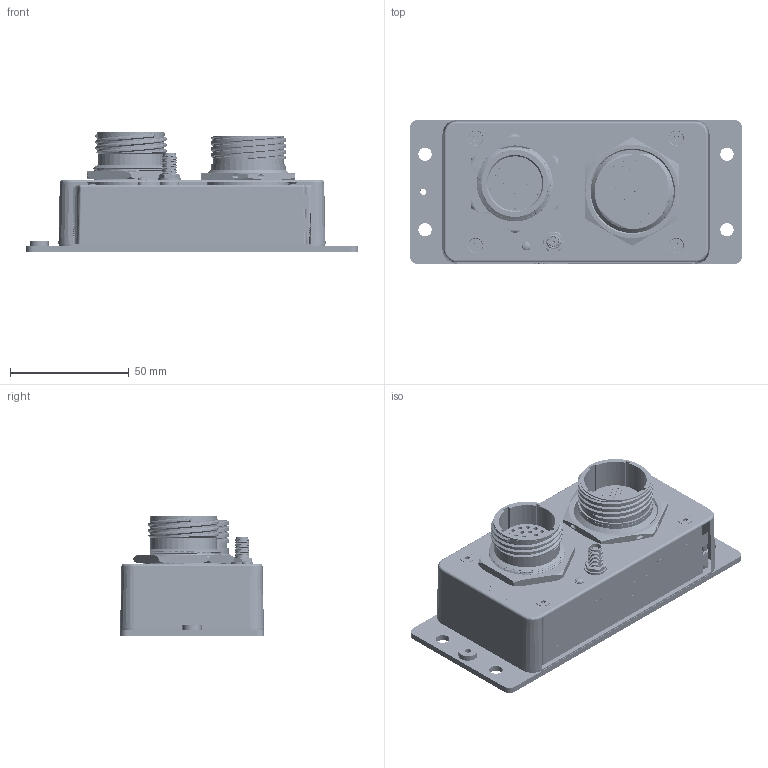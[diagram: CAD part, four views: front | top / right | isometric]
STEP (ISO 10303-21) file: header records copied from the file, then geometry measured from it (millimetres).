
FILE_DESCRIPTION (( 'STEP AP214' ), '1' );
FILE_NAME ('111-0049-101 Clio Series B Assembly.STEP', '2020-08-17T21:16:04', ( '' ), ( '' ), 'SwSTEP 2.0', 'SolidWorks 2020', '' );
FILE_SCHEMA (( 'AUTOMOTIVE_DESIGN' ));
Length unit declared in the file: millimetre
Products named in the file (15): U.FL to SMA Bulkhead Nut; 92210A148_18-8 STAINLESS STEEL FLAT-HEAD SCKT CAP SCREW (6-32)_92210A148; D38999_24FF35SN_jam_nut; 95947A509_ALUM FEM THRDED HEX STANDOFF (M3 x 11mm LG)_95947A509; AE40-24FE26PN-101 MODEL; 111-0049-101 Clio Series B Assembly; 400-0049-001 Clio Series B Enclosure - Lid (Rev B); 92125A125_TYPE 18-8 SS FLAT-HEAD SOCKET CAP SCREW (M3x5mm)_92125A125; SEAL-M3; 95601A310_HARD FIBER FLAT WASHER_95601A310; 132422_10_stp_3d_model; 400-0049-001 Clio Series B Enclosure - Box (Rev B)_Yes Screen Yes SMA; PLPT2-16MM; AE40- 24FF35SN; 400-0043-001 Clio Custom Gasket (Rev A)
Assembly tree (23 placements, depth 2):
  111-0049-101 Clio Series B Assembly
    AE40- 24FF35SN
    D38999_24FF35SN_jam_nut
    AE40-24FE26PN-101 MODEL
    400-0049-001 Clio Series B Enclosure - Box (Rev B)_Yes Screen Yes SMA
    400-0049-001 Clio Series B Enclosure - Lid (Rev B)
    400-0043-001 Clio Custom Gasket (Rev A)
    92210A148_18-8 STAINLESS STEEL FLAT-HEAD SCKT CAP SCREW (6-32)_92210A148  x4
    132422_10_stp_3d_model
    95601A310_HARD FIBER FLAT WASHER_95601A310
    U.FL to SMA Bulkhead Nut
    PLPT2-16MM
    SEAL-M3
    92125A125_TYPE 18-8 SS FLAT-HEAD SOCKET CAP SCREW (M3x5mm)_92125A125  x4
    95947A509_ALUM FEM THRDED HEX STANDOFF (M3 x 11mm LG)_95947A509  x4
Bounding box: 139.7 x 60.5 x 50.67 mm (x, y, z)
Volume: 67179.5 mm3; surface area: 82484 mm2
Topology: 23 solids, 26 shells, 2947 faces, 8080 edges, 5293 vertices
Faces by surface type: cylinder 1290, plane 981, bspline 362, cone 306, torus 8
Entity records: 130257 total; most frequent: CARTESIAN_POINT 63618, ORIENTED_EDGE 12912, DIRECTION 9437, EDGE_CURVE 6458, VERTEX_POINT 4252, AXIS2_PLACEMENT_3D 3201, LINE 3035, VECTOR 3035
